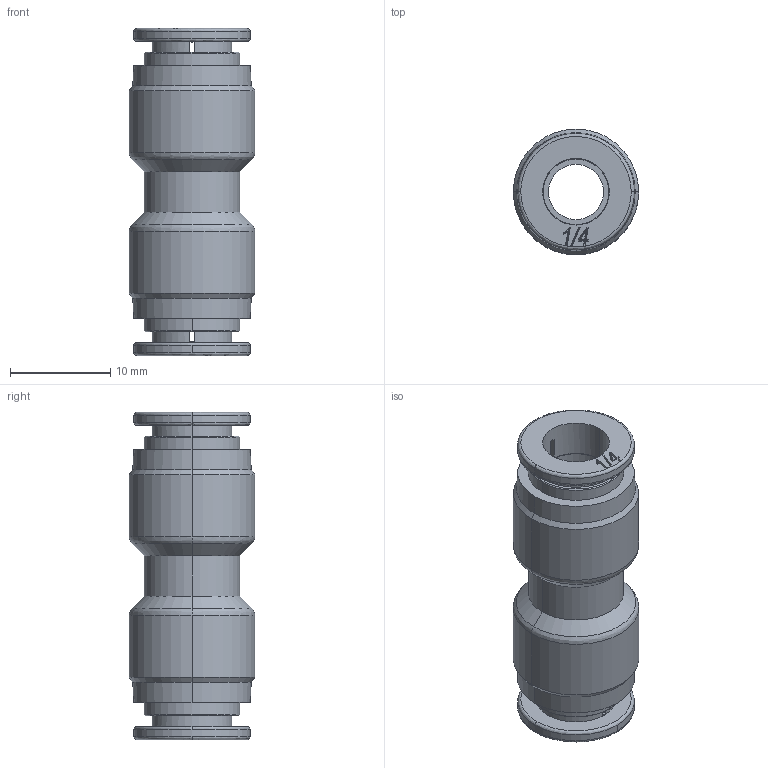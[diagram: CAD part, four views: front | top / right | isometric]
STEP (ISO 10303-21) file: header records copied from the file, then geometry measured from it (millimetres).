
FILE_DESCRIPTION (( 'STEP AP214' ), '1' );
FILE_NAME ('US14-SS.step', '2018-03-13T19:31:31', ( '' ), ( '' ), 'SwSTEP 2.0', 'SolidWorks 2017', '' );
FILE_SCHEMA (( 'AUTOMOTIVE_DESIGN' ));
Length unit declared in the file: inch
Products named in the file (1): US14-SS
Bounding box: 12.5 x 12.5 x 32.6 mm (x, y, z)
Volume: 2187.5 mm3; surface area: 2367 mm2
Topology: 1 solids, 1 shells, 150 faces, 370 edges, 236 vertices
Faces by surface type: plane 78, cylinder 32, bspline 20, cone 20
Entity records: 5366 total; most frequent: CARTESIAN_POINT 1785, ORIENTED_EDGE 740, DIRECTION 716, EDGE_CURVE 370, AXIS2_PLACEMENT_3D 247, VERTEX_POINT 236, LINE 222, VECTOR 222
